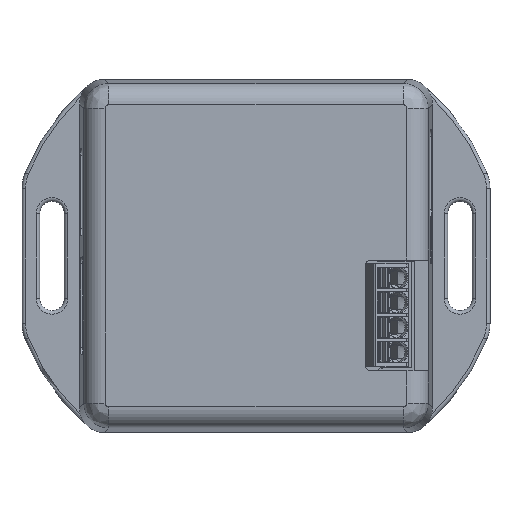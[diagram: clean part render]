
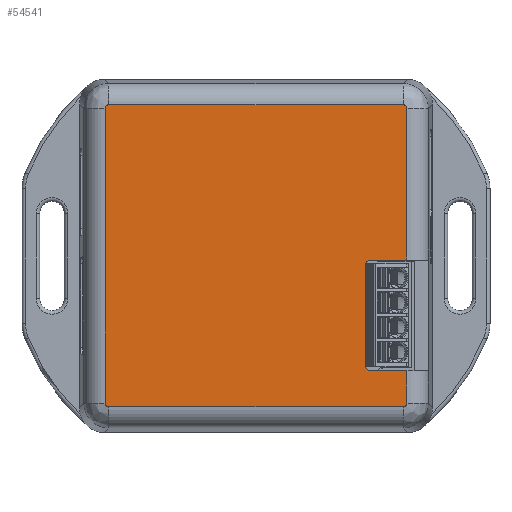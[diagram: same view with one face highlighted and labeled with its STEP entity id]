
A CAD part, top view. The second image highlights one B-rep face of the part: STEP entity #54541.
In plain terms, the highlighted planar face has unit normal (0, 0, 1).
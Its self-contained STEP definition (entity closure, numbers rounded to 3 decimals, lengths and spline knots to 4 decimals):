
#1333=ELLIPSE('',#57282,0.0501,0.05);
#1341=ELLIPSE('',#57310,0.0501,0.05);
#1342=ELLIPSE('',#57311,0.0501,0.05);
#1343=ELLIPSE('',#57312,0.0501,0.05);
#1620=CIRCLE('',#57313,0.075);
#1621=CIRCLE('',#57314,0.075);
#3182=FACE_OUTER_BOUND('',#5891,.T.);
#5891=EDGE_LOOP('',(#34193,#34194,#34195,#34196,#34197,#34198,#34199,#34200,
#34201,#34202,#34203,#34204,#34205,#34206));
#8867=LINE('',#76806,#14851);
#8873=LINE('',#76852,#14857);
#8887=LINE('',#76894,#14871);
#8894=LINE('',#76915,#14878);
#8895=LINE('',#76919,#14879);
#8896=LINE('',#76923,#14880);
#8897=LINE('',#76925,#14881);
#8898=LINE('',#76929,#14882);
#14851=VECTOR('',#61887,4.1773);
#14857=VECTOR('',#61909,4.1773);
#14871=VECTOR('',#61951,1.);
#14878=VECTOR('',#61976,4.1773);
#14879=VECTOR('',#61979,4.1773);
#14880=VECTOR('',#61982,4.1773);
#14881=VECTOR('',#61983,1.);
#14882=VECTOR('',#61986,1.);
#20848=VERTEX_POINT('',#76803);
#20849=VERTEX_POINT('',#76805);
#20852=VERTEX_POINT('',#76836);
#20855=VERTEX_POINT('',#76850);
#20856=VERTEX_POINT('',#76851);
#20870=VERTEX_POINT('',#76893);
#20875=VERTEX_POINT('',#76914);
#20876=VERTEX_POINT('',#76916);
#20877=VERTEX_POINT('',#76918);
#20878=VERTEX_POINT('',#76920);
#20879=VERTEX_POINT('',#76922);
#20880=VERTEX_POINT('',#76924);
#20881=VERTEX_POINT('',#76926);
#20882=VERTEX_POINT('',#76928);
#26069=EDGE_CURVE('',#20848,#20849,#8867,.T.);
#26073=EDGE_CURVE('',#20852,#20848,#1333,.T.);
#26080=EDGE_CURVE('',#20855,#20856,#8873,.T.);
#26103=EDGE_CURVE('',#20870,#20856,#8887,.T.);
#26112=EDGE_CURVE('',#20849,#20855,#1341,.T.);
#26113=EDGE_CURVE('',#20875,#20852,#8894,.T.);
#26114=EDGE_CURVE('',#20876,#20875,#1342,.T.);
#26115=EDGE_CURVE('',#20877,#20876,#8895,.T.);
#26116=EDGE_CURVE('',#20878,#20877,#1343,.T.);
#26117=EDGE_CURVE('',#20879,#20878,#8896,.T.);
#26118=EDGE_CURVE('',#20879,#20880,#8897,.T.);
#26119=EDGE_CURVE('',#20880,#20881,#1620,.T.);
#26120=EDGE_CURVE('',#20881,#20882,#8898,.T.);
#26121=EDGE_CURVE('',#20882,#20870,#1621,.T.);
#34193=ORIENTED_EDGE('',*,*,#26080,.F.);
#34194=ORIENTED_EDGE('',*,*,#26112,.F.);
#34195=ORIENTED_EDGE('',*,*,#26069,.F.);
#34196=ORIENTED_EDGE('',*,*,#26073,.F.);
#34197=ORIENTED_EDGE('',*,*,#26113,.F.);
#34198=ORIENTED_EDGE('',*,*,#26114,.F.);
#34199=ORIENTED_EDGE('',*,*,#26115,.F.);
#34200=ORIENTED_EDGE('',*,*,#26116,.F.);
#34201=ORIENTED_EDGE('',*,*,#26117,.F.);
#34202=ORIENTED_EDGE('',*,*,#26118,.T.);
#34203=ORIENTED_EDGE('',*,*,#26119,.T.);
#34204=ORIENTED_EDGE('',*,*,#26120,.T.);
#34205=ORIENTED_EDGE('',*,*,#26121,.T.);
#34206=ORIENTED_EDGE('',*,*,#26103,.T.);
#50033=PLANE('',#57309);
#54541=ADVANCED_FACE('',(#3182),#50033,.F.);
#57282=AXIS2_PLACEMENT_3D('',#76838,#61893,#61894);
#57309=AXIS2_PLACEMENT_3D('',#76912,#61972,#61973);
#57310=AXIS2_PLACEMENT_3D('',#76913,#61974,#61975);
#57311=AXIS2_PLACEMENT_3D('',#76917,#61977,#61978);
#57312=AXIS2_PLACEMENT_3D('',#76921,#61980,#61981);
#57313=AXIS2_PLACEMENT_3D('',#76927,#61984,#61985);
#57314=AXIS2_PLACEMENT_3D('',#76930,#61987,#61988);
#61887=DIRECTION('',(1.,0.,0.));
#61893=DIRECTION('center_axis',(0.,0.,-1.));
#61894=DIRECTION('ref_axis',(-0.707,0.707,0.));
#61909=DIRECTION('',(0.,-1.,0.));
#61951=DIRECTION('',(1.,0.,0.));
#61972=DIRECTION('center_axis',(0.,0.,-1.));
#61973=DIRECTION('ref_axis',(1.,0.,0.));
#61974=DIRECTION('center_axis',(0.,0.,-1.));
#61975=DIRECTION('ref_axis',(0.707,0.707,0.));
#61976=DIRECTION('',(0.,1.,0.));
#61977=DIRECTION('center_axis',(0.,0.,-1.));
#61978=DIRECTION('ref_axis',(-0.707,-0.707,0.));
#61979=DIRECTION('',(-1.,0.,0.));
#61980=DIRECTION('center_axis',(0.,0.,-1.));
#61981=DIRECTION('ref_axis',(0.707,-0.707,0.));
#61982=DIRECTION('',(0.,-1.,0.));
#61983=DIRECTION('',(-1.,0.,0.));
#61984=DIRECTION('center_axis',(0.,0.,-1.));
#61985=DIRECTION('ref_axis',(-1.,0.,0.));
#61986=DIRECTION('',(0.,1.,0.));
#61987=DIRECTION('center_axis',(0.,0.,-1.));
#61988=DIRECTION('ref_axis',(0.,1.,0.));
#76803=CARTESIAN_POINT('',(-2.4903,1.7669,2.));
#76805=CARTESIAN_POINT('',(1.687,1.7669,2.));
#76806=CARTESIAN_POINT('',(-1.6517,1.7669,2.));
#76836=CARTESIAN_POINT('',(-2.5403,1.7169,2.));
#76838=CARTESIAN_POINT('Origin',(-2.4902,1.7168,2.));
#76850=CARTESIAN_POINT('',(1.7369,1.7169,2.));
#76851=CARTESIAN_POINT('',(1.7369,-0.4317,2.));
#76852=CARTESIAN_POINT('',(1.7369,0.8783,2.));
#76893=CARTESIAN_POINT('',(1.2233,-0.4317,2.));
#76894=CARTESIAN_POINT('',(0.4108,-0.4317,2.));
#76912=CARTESIAN_POINT('Origin',(-0.4017,-0.3717,2.));
#76913=CARTESIAN_POINT('Origin',(1.6869,1.7168,2.));
#76914=CARTESIAN_POINT('',(-2.5403,-2.4603,2.));
#76915=CARTESIAN_POINT('',(-2.5403,-1.6217,2.));
#76916=CARTESIAN_POINT('',(-2.4903,-2.5103,2.));
#76917=CARTESIAN_POINT('Origin',(-2.4902,-2.4602,2.));
#76918=CARTESIAN_POINT('',(1.687,-2.5103,2.));
#76919=CARTESIAN_POINT('',(0.8483,-2.5103,2.));
#76920=CARTESIAN_POINT('',(1.7369,-2.4603,2.));
#76921=CARTESIAN_POINT('Origin',(1.6869,-2.4602,2.));
#76922=CARTESIAN_POINT('',(1.7369,-2.0017,2.));
#76923=CARTESIAN_POINT('',(1.7369,0.8783,2.));
#76924=CARTESIAN_POINT('',(1.2233,-2.0017,2.));
#76925=CARTESIAN_POINT('',(0.8733,-2.0017,2.));
#76926=CARTESIAN_POINT('',(1.1483,-1.9267,2.));
#76927=CARTESIAN_POINT('Origin',(1.2233,-1.9267,2.));
#76928=CARTESIAN_POINT('',(1.1483,-0.5067,2.));
#76929=CARTESIAN_POINT('',(1.1483,-1.1492,2.));
#76930=CARTESIAN_POINT('Origin',(1.2233,-0.5067,2.));
